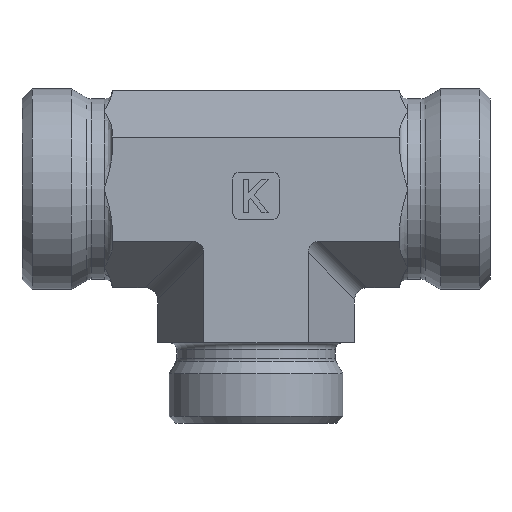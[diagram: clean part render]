
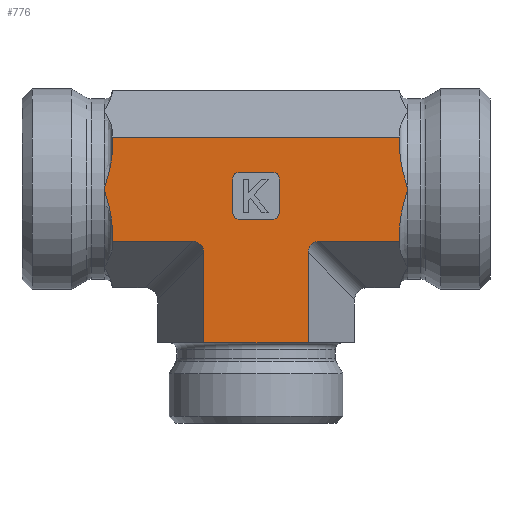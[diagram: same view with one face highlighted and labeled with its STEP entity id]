
A CAD part, left-side view. The second image highlights one B-rep face of the part: STEP entity #776.
In plain terms, the highlighted planar face has unit normal (-1, 0, 0).
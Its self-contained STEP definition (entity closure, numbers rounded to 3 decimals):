
#329=CARTESIAN_POINT('',(-31.685,32.244,23.5));
#330=VERTEX_POINT('',#329);
#331=CARTESIAN_POINT('',(-31.685,31.044,17.683));
#332=VERTEX_POINT('',#331);
#333=CARTESIAN_POINT('',(-31.685,32.244,23.5));
#334=CARTESIAN_POINT('',(-31.685,31.709,21.704));
#335=CARTESIAN_POINT('',(-31.685,31.044,19.556));
#336=CARTESIAN_POINT('',(-31.685,31.044,17.683));
#337=B_SPLINE_CURVE_WITH_KNOTS('',3,(#333,#334,#335,#336),.UNSPECIFIED.,.F.,.U.,(4,4),(0.0,0.562),.UNSPECIFIED.);
#338=EDGE_CURVE('',#330,#332,#337,.T.);
#548=CARTESIAN_POINT('',(-31.685,31.044,29.317));
#549=VERTEX_POINT('',#548);
#550=CARTESIAN_POINT('',(-31.685,31.044,29.317));
#551=CARTESIAN_POINT('',(-31.685,31.044,27.444));
#552=CARTESIAN_POINT('',(-31.685,31.709,25.296));
#553=CARTESIAN_POINT('',(-31.685,32.244,23.5));
#554=B_SPLINE_CURVE_WITH_KNOTS('',3,(#550,#551,#552,#553),.UNSPECIFIED.,.F.,.U.,(4,4),(1.145,1.707),.UNSPECIFIED.);
#555=EDGE_CURVE('',#549,#330,#554,.T.);
#572=CARTESIAN_POINT('',(-31.685,31.044,31.294));
#573=VERTEX_POINT('',#572);
#574=CARTESIAN_POINT('',(-31.685,31.044,31.294));
#575=DIRECTION('',(0.0,0.0,-1.0));
#576=VECTOR('',#575,1.977);
#577=LINE('',#574,#576);
#578=EDGE_CURVE('',#573,#549,#577,.T.);
#590=CARTESIAN_POINT('',(-31.685,1.75,0.0));
#591=DIRECTION('',(-1.0,0.0,0.0));
#592=DIRECTION('',(0.0,0.0,1.0));
#593=AXIS2_PLACEMENT_3D('',#590,#591,#592);
#594=PLANE('',#593);
#595=ORIENTED_EDGE('',*,*,#578,.T.);
#596=ORIENTED_EDGE('',*,*,#555,.T.);
#597=ORIENTED_EDGE('',*,*,#338,.T.);
#598=CARTESIAN_POINT('',(-31.685,31.044,15.706));
#599=VERTEX_POINT('',#598);
#600=CARTESIAN_POINT('',(-31.685,31.044,17.683));
#601=DIRECTION('',(0.0,0.0,-1.0));
#602=VECTOR('',#601,1.977);
#603=LINE('',#600,#602);
#604=EDGE_CURVE('',#332,#599,#603,.T.);
#605=ORIENTED_EDGE('',*,*,#604,.T.);
#606=CARTESIAN_POINT('',(-31.685,19.07,15.706));
#607=VERTEX_POINT('',#606);
#608=CARTESIAN_POINT('',(-31.685,19.07,15.706));
#609=DIRECTION('',(0.0,1.0,0.0));
#610=VECTOR('',#609,11.974);
#611=LINE('',#608,#610);
#612=EDGE_CURVE('',#607,#599,#611,.T.);
#613=ORIENTED_EDGE('',*,*,#612,.F.);
#614=CARTESIAN_POINT('',(-31.685,17.338,13.974));
#615=VERTEX_POINT('',#614);
#616=CARTESIAN_POINT('',(-31.685,19.648,13.396));
#617=DIRECTION('',(-1.0,0.0,0.0));
#618=DIRECTION('',(0.0,-0.707,0.707));
#619=AXIS2_PLACEMENT_3D('',#616,#617,#618);
#620=ELLIPSE('',#619,2.582,2.);
#621=EDGE_CURVE('',#615,#607,#620,.T.);
#622=ORIENTED_EDGE('',*,*,#621,.F.);
#623=CARTESIAN_POINT('',(-31.685,17.338,0.5));
#624=VERTEX_POINT('',#623);
#625=CARTESIAN_POINT('',(-31.685,17.338,0.5));
#626=DIRECTION('',(0.0,0.0,1.0));
#627=VECTOR('',#626,13.474);
#628=LINE('',#625,#627);
#629=EDGE_CURVE('',#624,#615,#628,.T.);
#630=ORIENTED_EDGE('',*,*,#629,.F.);
#631=CARTESIAN_POINT('',(-31.685,1.75,0.5));
#632=VERTEX_POINT('',#631);
#633=CARTESIAN_POINT('',(-31.685,17.338,0.5));
#634=DIRECTION('',(0.0,-1.0,0.0));
#635=VECTOR('',#634,15.588);
#636=LINE('',#633,#635);
#637=EDGE_CURVE('',#624,#632,#636,.T.);
#638=ORIENTED_EDGE('',*,*,#637,.T.);
#639=CARTESIAN_POINT('',(-31.685,1.75,13.974));
#640=VERTEX_POINT('',#639);
#641=CARTESIAN_POINT('',(-31.685,1.75,0.5));
#642=DIRECTION('',(0.0,0.0,1.0));
#643=VECTOR('',#642,13.474);
#644=LINE('',#641,#643);
#645=EDGE_CURVE('',#632,#640,#644,.T.);
#646=ORIENTED_EDGE('',*,*,#645,.T.);
#647=CARTESIAN_POINT('',(-31.685,0.018,15.706));
#648=VERTEX_POINT('',#647);
#649=CARTESIAN_POINT('',(-31.685,-0.56,13.396));
#650=DIRECTION('',(-1.0,0.0,0.0));
#651=DIRECTION('',(0.0,0.707,0.707));
#652=AXIS2_PLACEMENT_3D('',#649,#650,#651);
#653=ELLIPSE('',#652,2.582,2.0);
#654=EDGE_CURVE('',#648,#640,#653,.T.);
#655=ORIENTED_EDGE('',*,*,#654,.F.);
#656=CARTESIAN_POINT('',(-31.685,-11.956,15.706));
#657=VERTEX_POINT('',#656);
#658=CARTESIAN_POINT('',(-31.685,0.018,15.706));
#659=DIRECTION('',(0.0,-1.0,0.0));
#660=VECTOR('',#659,11.974);
#661=LINE('',#658,#660);
#662=EDGE_CURVE('',#648,#657,#661,.T.);
#663=ORIENTED_EDGE('',*,*,#662,.T.);
#664=CARTESIAN_POINT('',(-31.685,-11.956,17.683));
#665=VERTEX_POINT('',#664);
#666=CARTESIAN_POINT('',(-31.685,-11.956,15.706));
#667=DIRECTION('',(0.0,0.0,1.0));
#668=VECTOR('',#667,1.977);
#669=LINE('',#666,#668);
#670=EDGE_CURVE('',#657,#665,#669,.T.);
#671=ORIENTED_EDGE('',*,*,#670,.T.);
#672=CARTESIAN_POINT('',(-31.685,-13.156,23.5));
#673=VERTEX_POINT('',#672);
#674=CARTESIAN_POINT('',(-31.685,-11.956,17.683));
#675=CARTESIAN_POINT('',(-31.685,-11.956,19.556));
#676=CARTESIAN_POINT('',(-31.685,-12.621,21.704));
#677=CARTESIAN_POINT('',(-31.685,-13.156,23.5));
#678=B_SPLINE_CURVE_WITH_KNOTS('',3,(#674,#675,#676,#677),.UNSPECIFIED.,.F.,.U.,(4,4),(1.145,1.707),.UNSPECIFIED.);
#679=EDGE_CURVE('',#665,#673,#678,.T.);
#680=ORIENTED_EDGE('',*,*,#679,.T.);
#681=CARTESIAN_POINT('',(-31.685,-11.956,29.317));
#682=VERTEX_POINT('',#681);
#683=CARTESIAN_POINT('',(-31.685,-13.156,23.5));
#684=CARTESIAN_POINT('',(-31.685,-12.621,25.296));
#685=CARTESIAN_POINT('',(-31.685,-11.956,27.444));
#686=CARTESIAN_POINT('',(-31.685,-11.956,29.317));
#687=B_SPLINE_CURVE_WITH_KNOTS('',3,(#683,#684,#685,#686),.UNSPECIFIED.,.F.,.U.,(4,4),(0.0,0.562),.UNSPECIFIED.);
#688=EDGE_CURVE('',#673,#682,#687,.T.);
#689=ORIENTED_EDGE('',*,*,#688,.T.);
#690=CARTESIAN_POINT('',(-31.685,-11.956,31.294));
#691=VERTEX_POINT('',#690);
#692=CARTESIAN_POINT('',(-31.685,-11.956,29.317));
#693=DIRECTION('',(0.0,0.0,1.0));
#694=VECTOR('',#693,1.977);
#695=LINE('',#692,#694);
#696=EDGE_CURVE('',#682,#691,#695,.T.);
#697=ORIENTED_EDGE('',*,*,#696,.T.);
#698=CARTESIAN_POINT('',(-31.685,31.044,31.294));
#699=DIRECTION('',(0.0,-1.0,0.0));
#700=VECTOR('',#699,43.0);
#701=LINE('',#698,#700);
#702=EDGE_CURVE('',#573,#691,#701,.T.);
#703=ORIENTED_EDGE('',*,*,#702,.F.);
#704=EDGE_LOOP('',(#595,#596,#597,#605,#613,#622,#630,#638,#646,#655,#663,#671,#680,#689,#697,#703));
#705=FACE_OUTER_BOUND('',#704,.T.);
#706=CARTESIAN_POINT('',(-31.685,7.044,19.));
#707=VERTEX_POINT('',#706);
#708=CARTESIAN_POINT('',(-31.685,12.044,19.));
#709=VERTEX_POINT('',#708);
#710=CARTESIAN_POINT('',(-31.685,7.044,19.));
#711=DIRECTION('',(0.0,1.0,0.0));
#712=VECTOR('',#711,5.);
#713=LINE('',#710,#712);
#714=EDGE_CURVE('',#707,#709,#713,.T.);
#715=ORIENTED_EDGE('',*,*,#714,.T.);
#716=CARTESIAN_POINT('',(-31.685,13.044,20.));
#717=VERTEX_POINT('',#716);
#718=CARTESIAN_POINT('',(-31.685,12.044,20.));
#719=DIRECTION('',(-1.0,0.0,0.0));
#720=DIRECTION('',(0.0,0.707,-0.707));
#721=AXIS2_PLACEMENT_3D('',#718,#719,#720);
#722=CIRCLE('',#721,1.0);
#723=EDGE_CURVE('',#717,#709,#722,.T.);
#724=ORIENTED_EDGE('',*,*,#723,.F.);
#725=CARTESIAN_POINT('',(-31.685,13.044,25.0));
#726=VERTEX_POINT('',#725);
#727=CARTESIAN_POINT('',(-31.685,13.044,20.0));
#728=DIRECTION('',(0.0,0.0,1.0));
#729=VECTOR('',#728,5.0);
#730=LINE('',#727,#729);
#731=EDGE_CURVE('',#717,#726,#730,.T.);
#732=ORIENTED_EDGE('',*,*,#731,.T.);
#733=CARTESIAN_POINT('',(-31.685,12.044,26.));
#734=VERTEX_POINT('',#733);
#735=CARTESIAN_POINT('',(-31.685,12.044,25.0));
#736=DIRECTION('',(-1.0,0.0,0.0));
#737=DIRECTION('',(0.0,0.707,0.707));
#738=AXIS2_PLACEMENT_3D('',#735,#736,#737);
#739=CIRCLE('',#738,1.0);
#740=EDGE_CURVE('',#734,#726,#739,.T.);
#741=ORIENTED_EDGE('',*,*,#740,.F.);
#742=CARTESIAN_POINT('',(-31.685,7.044,26.));
#743=VERTEX_POINT('',#742);
#744=CARTESIAN_POINT('',(-31.685,12.044,26.));
#745=DIRECTION('',(0.0,-1.0,0.0));
#746=VECTOR('',#745,5.);
#747=LINE('',#744,#746);
#748=EDGE_CURVE('',#734,#743,#747,.T.);
#749=ORIENTED_EDGE('',*,*,#748,.T.);
#750=CARTESIAN_POINT('',(-31.685,6.044,25.));
#751=VERTEX_POINT('',#750);
#752=CARTESIAN_POINT('',(-31.685,7.044,25.));
#753=DIRECTION('',(-1.0,0.0,0.0));
#754=DIRECTION('',(0.0,-0.707,0.707));
#755=AXIS2_PLACEMENT_3D('',#752,#753,#754);
#756=CIRCLE('',#755,1.0);
#757=EDGE_CURVE('',#751,#743,#756,.T.);
#758=ORIENTED_EDGE('',*,*,#757,.F.);
#759=CARTESIAN_POINT('',(-31.685,6.044,20.));
#760=VERTEX_POINT('',#759);
#761=CARTESIAN_POINT('',(-31.685,6.044,25.));
#762=DIRECTION('',(0.0,0.0,-1.0));
#763=VECTOR('',#762,5.);
#764=LINE('',#761,#763);
#765=EDGE_CURVE('',#751,#760,#764,.T.);
#766=ORIENTED_EDGE('',*,*,#765,.T.);
#767=CARTESIAN_POINT('',(-31.685,7.044,20.));
#768=DIRECTION('',(-1.0,0.0,0.0));
#769=DIRECTION('',(0.0,-0.707,-0.707));
#770=AXIS2_PLACEMENT_3D('',#767,#768,#769);
#771=CIRCLE('',#770,1.0);
#772=EDGE_CURVE('',#707,#760,#771,.T.);
#773=ORIENTED_EDGE('',*,*,#772,.F.);
#774=EDGE_LOOP('',(#715,#724,#732,#741,#749,#758,#766,#773));
#775=FACE_BOUND('',#774,.T.);
#776=ADVANCED_FACE('',(#705,#775),#594,.T.);
